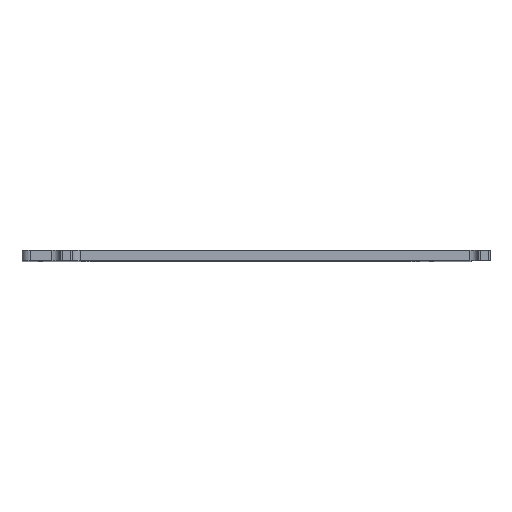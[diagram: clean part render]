
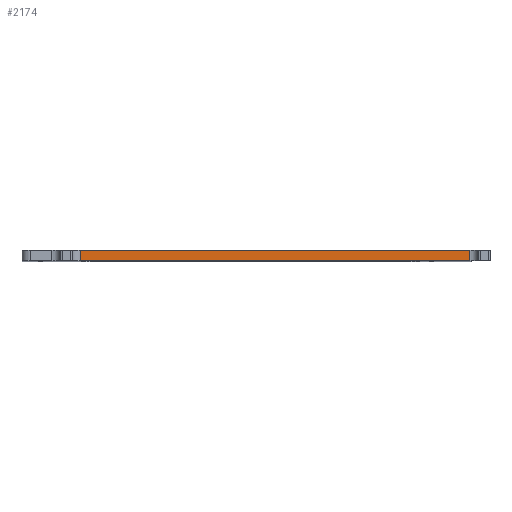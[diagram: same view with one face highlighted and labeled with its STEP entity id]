
A CAD part, top view. The second image highlights one B-rep face of the part: STEP entity #2174.
In plain terms, the highlighted planar face has unit normal (0, 0, 1).
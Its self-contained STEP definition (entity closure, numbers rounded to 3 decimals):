
#116=PLANE('',#2416);
#218=FACE_OUTER_BOUND('',#379,.T.);
#379=EDGE_LOOP('',(#1990,#1991,#1992,#1993));
#408=LINE('',#3168,#595);
#469=LINE('',#3402,#656);
#566=LINE('',#3680,#753);
#567=LINE('',#3682,#754);
#595=VECTOR('',#2516,10.);
#656=VECTOR('',#2719,10.);
#753=VECTOR('',#3050,10.);
#754=VECTOR('',#3053,10.);
#919=VERTEX_POINT('',#3165);
#920=VERTEX_POINT('',#3167);
#1021=VERTEX_POINT('',#3399);
#1022=VERTEX_POINT('',#3401);
#1133=EDGE_CURVE('',#919,#920,#408,.T.);
#1250=EDGE_CURVE('',#1021,#1022,#469,.T.);
#1390=EDGE_CURVE('',#920,#1021,#566,.T.);
#1391=EDGE_CURVE('',#1022,#919,#567,.T.);
#1990=ORIENTED_EDGE('',*,*,#1391,.F.);
#1991=ORIENTED_EDGE('',*,*,#1250,.F.);
#1992=ORIENTED_EDGE('',*,*,#1390,.F.);
#1993=ORIENTED_EDGE('',*,*,#1133,.F.);
#2174=ADVANCED_FACE('',(#218),#116,.F.);
#2416=AXIS2_PLACEMENT_3D('',#3681,#3051,#3052);
#2516=DIRECTION('',(-1.,0.,0.));
#2719=DIRECTION('',(1.,0.,0.));
#3050=DIRECTION('',(0.,1.,0.));
#3051=DIRECTION('center_axis',(0.,0.,-1.));
#3052=DIRECTION('ref_axis',(-1.,0.,0.));
#3053=DIRECTION('',(0.,-1.,0.));
#3165=CARTESIAN_POINT('',(278.194,-35.,366.259));
#3167=CARTESIAN_POINT('',(52.194,-35.,366.259));
#3168=CARTESIAN_POINT('',(65.632,-35.,366.259));
#3399=CARTESIAN_POINT('',(52.194,-29.,366.259));
#3401=CARTESIAN_POINT('',(278.194,-29.,366.259));
#3402=CARTESIAN_POINT('',(65.632,-29.,366.259));
#3680=CARTESIAN_POINT('',(52.194,89.996,366.259));
#3681=CARTESIAN_POINT('Origin',(70.132,214.992,366.259));
#3682=CARTESIAN_POINT('',(278.194,92.996,366.259));
